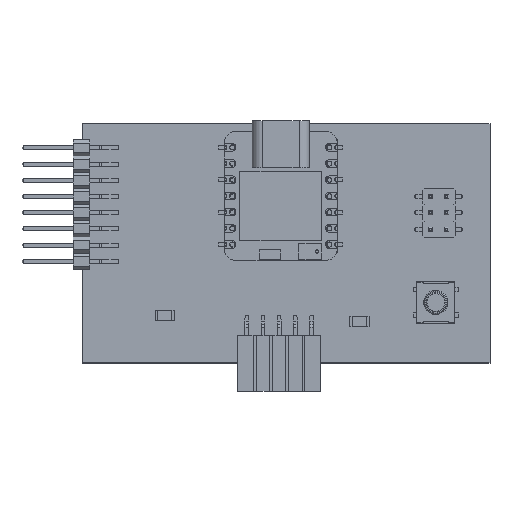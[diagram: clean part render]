
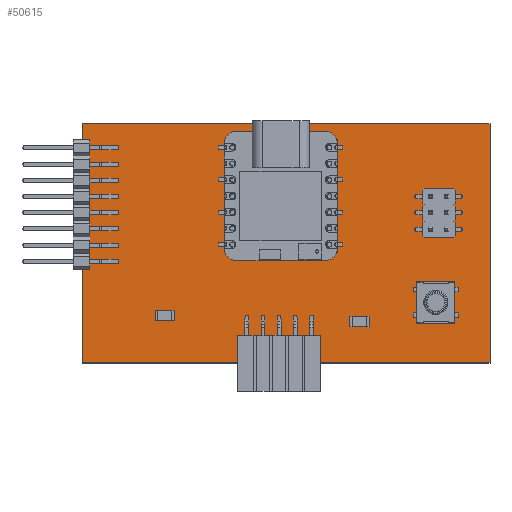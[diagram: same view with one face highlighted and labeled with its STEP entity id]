
A CAD part, top view. The second image highlights one B-rep face of the part: STEP entity #50615.
In plain terms, the highlighted planar face has unit normal (0, 0, 1).
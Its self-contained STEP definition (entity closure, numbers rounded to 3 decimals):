
#50486 = VERTEX_POINT('',#50487);
#50487 = CARTESIAN_POINT('',(158.5,-98.5,1.51));
#50493 = EDGE_CURVE('',#50486,#50494,#50496,.T.);
#50494 = VERTEX_POINT('',#50495);
#50495 = CARTESIAN_POINT('',(94.5,-98.5,1.51));
#50496 = LINE('',#50497,#50498);
#50497 = CARTESIAN_POINT('',(158.5,-98.5,1.51));
#50498 = VECTOR('',#50499,1.);
#50499 = DIRECTION('',(-1.,0.,0.));
#50524 = EDGE_CURVE('',#50494,#50525,#50527,.T.);
#50525 = VERTEX_POINT('',#50526);
#50526 = CARTESIAN_POINT('',(94.5,-61.,1.51));
#50527 = LINE('',#50528,#50529);
#50528 = CARTESIAN_POINT('',(94.5,-98.5,1.51));
#50529 = VECTOR('',#50530,1.);
#50530 = DIRECTION('',(0.,1.,0.));
#50555 = EDGE_CURVE('',#50525,#50556,#50558,.T.);
#50556 = VERTEX_POINT('',#50557);
#50557 = CARTESIAN_POINT('',(158.5,-61.,1.51));
#50558 = LINE('',#50559,#50560);
#50559 = CARTESIAN_POINT('',(94.5,-61.,1.51));
#50560 = VECTOR('',#50561,1.);
#50561 = DIRECTION('',(1.,0.,0.));
#50586 = EDGE_CURVE('',#50556,#50486,#50587,.T.);
#50587 = LINE('',#50588,#50589);
#50588 = CARTESIAN_POINT('',(158.5,-61.,1.51));
#50589 = VECTOR('',#50590,1.);
#50590 = DIRECTION('',(0.,-1.,0.));
#50615 = ADVANCED_FACE('',(#50616),#50622,.T.);
#50616 = FACE_BOUND('',#50617,.F.);
#50617 = EDGE_LOOP('',(#50618,#50619,#50620,#50621));
#50618 = ORIENTED_EDGE('',*,*,#50493,.T.);
#50619 = ORIENTED_EDGE('',*,*,#50524,.T.);
#50620 = ORIENTED_EDGE('',*,*,#50555,.T.);
#50621 = ORIENTED_EDGE('',*,*,#50586,.T.);
#50622 = PLANE('',#50623);
#50623 = AXIS2_PLACEMENT_3D('',#50624,#50625,#50626);
#50624 = CARTESIAN_POINT('',(0.,0.,1.51));
#50625 = DIRECTION('',(0.,0.,1.));
#50626 = DIRECTION('',(1.,0.,-0.));
